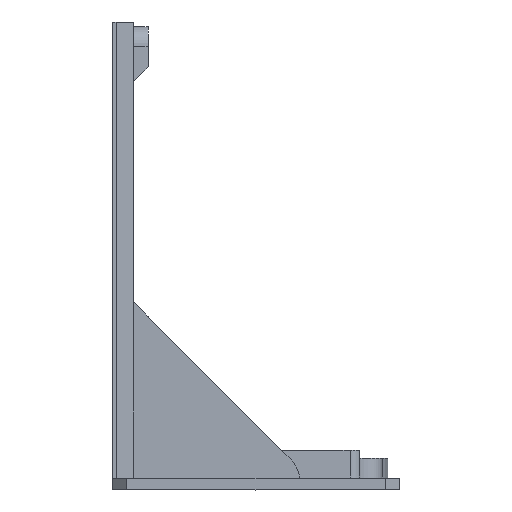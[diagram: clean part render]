
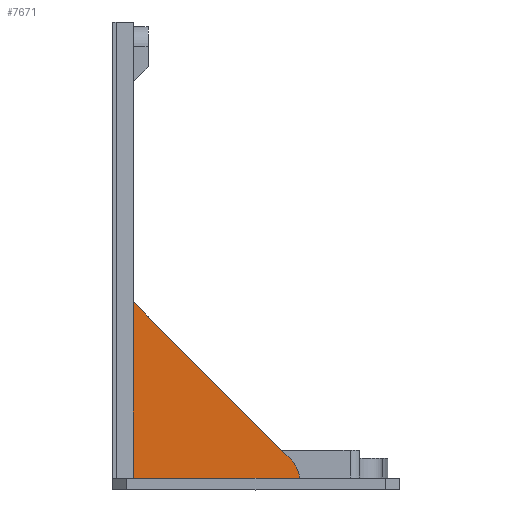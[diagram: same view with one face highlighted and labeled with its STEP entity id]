
A CAD part, front view. The second image highlights one B-rep face of the part: STEP entity #7671.
In plain terms, the highlighted planar face has unit normal (0, -1, 0).
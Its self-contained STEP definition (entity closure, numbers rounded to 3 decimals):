
#403=CIRCLE('',#8154,6.);
#686=FACE_OUTER_BOUND('',#1129,.T.);
#1129=EDGE_LOOP('',(#5232,#5233,#5234,#5235));
#1668=LINE('',#11064,#2448);
#1729=LINE('',#11216,#2509);
#1732=LINE('',#11223,#2512);
#2448=VECTOR('',#8847,10.);
#2509=VECTOR('',#8972,10.);
#2512=VECTOR('',#8979,10.);
#3228=VERTEX_POINT('',#11061);
#3229=VERTEX_POINT('',#11063);
#3288=VERTEX_POINT('',#11215);
#3290=VERTEX_POINT('',#11221);
#3974=EDGE_CURVE('',#3229,#3228,#1668,.T.);
#4050=EDGE_CURVE('',#3229,#3288,#1729,.T.);
#4053=EDGE_CURVE('',#3290,#3228,#403,.T.);
#4054=EDGE_CURVE('',#3290,#3288,#1732,.T.);
#5232=ORIENTED_EDGE('',*,*,#3974,.T.);
#5233=ORIENTED_EDGE('',*,*,#4053,.F.);
#5234=ORIENTED_EDGE('',*,*,#4054,.T.);
#5235=ORIENTED_EDGE('',*,*,#4050,.F.);
#7382=PLANE('',#8153);
#7671=ADVANCED_FACE('',(#686),#7382,.T.);
#8153=AXIS2_PLACEMENT_3D('',#11220,#8975,#8976);
#8154=AXIS2_PLACEMENT_3D('',#11222,#8977,#8978);
#8847=DIRECTION('',(1.,0.,0.));
#8972=DIRECTION('',(0.,0.,1.));
#8975=DIRECTION('center_axis',(0.,-1.,0.));
#8976=DIRECTION('ref_axis',(1.,0.,0.));
#8977=DIRECTION('center_axis',(0.,1.,0.));
#8978=DIRECTION('ref_axis',(1.,0.,0.029));
#8979=DIRECTION('',(-0.707,0.,0.707));
#11061=CARTESIAN_POINT('',(130.956,-165.885,5.404));
#11063=CARTESIAN_POINT('',(97.563,-165.885,5.404));
#11064=CARTESIAN_POINT('',(120.55,-165.885,5.404));
#11215=CARTESIAN_POINT('',(97.563,-165.885,40.738));
#11216=CARTESIAN_POINT('',(97.563,-165.885,5.004));
#11220=CARTESIAN_POINT('Origin',(118.9,-165.885,49.954));
#11221=CARTESIAN_POINT('',(129.227,-165.885,9.074));
#11222=CARTESIAN_POINT('Origin',(124.984,-165.885,4.831));
#11223=CARTESIAN_POINT('',(119.219,-165.885,19.081));
